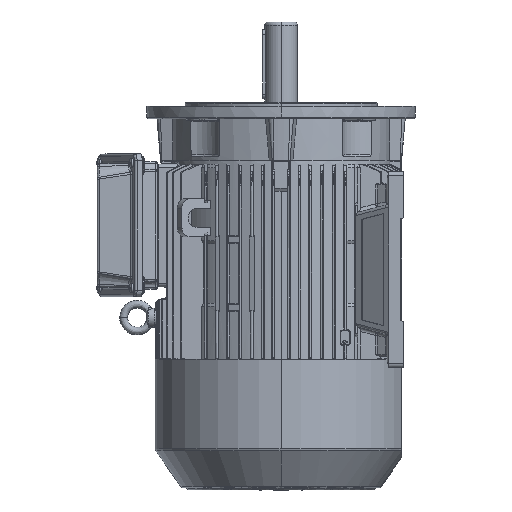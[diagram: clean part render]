
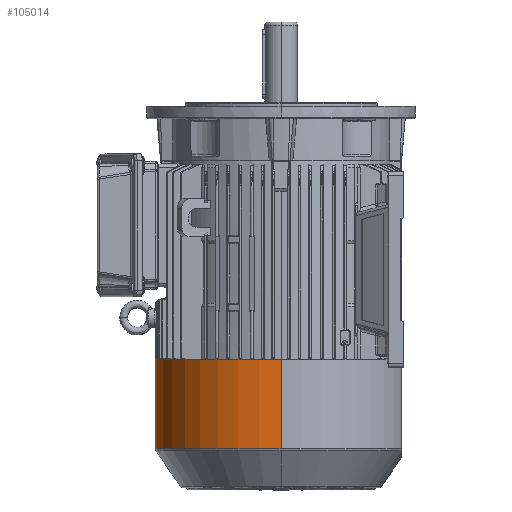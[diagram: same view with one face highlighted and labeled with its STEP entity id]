
A CAD part, left-side view. The second image highlights one B-rep face of the part: STEP entity #105014.
In plain terms, the highlighted cylindrical face has radius 164 mm (diameter 328 mm), a partial arc.
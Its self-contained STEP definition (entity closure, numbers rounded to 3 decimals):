
#10019 = LINE ( 'NONE', #66123, #74995 ) ;
#19285 = CARTESIAN_POINT ( 'NONE',  ( -164., 0., -376.085 ) ) ;
#22088 = ORIENTED_EDGE ( 'NONE', *, *, #98266, .F. ) ;
#28130 = DIRECTION ( 'NONE',  ( 1., 0., 0. ) ) ;
#28499 = AXIS2_PLACEMENT_3D ( 'NONE', #130066, #45805, #58624 ) ;
#31214 = CARTESIAN_POINT ( 'NONE',  ( -164., 0., -376.085 ) ) ;
#32638 = ORIENTED_EDGE ( 'NONE', *, *, #66618, .F. ) ;
#33254 = VERTEX_POINT ( 'NONE', #45676 ) ;
#38205 = CIRCLE ( 'NONE', #63403, 164. ) ;
#45676 = CARTESIAN_POINT ( 'NONE',  ( -164., 0., -259.5 ) ) ;
#45805 = DIRECTION ( 'NONE',  ( 0., 0., 1. ) ) ;
#48574 = VERTEX_POINT ( 'NONE', #115786 ) ;
#58624 = DIRECTION ( 'NONE',  ( 1., 0., 0. ) ) ;
#61825 = AXIS2_PLACEMENT_3D ( 'NONE', #78266, #66014, #28130 ) ;
#63403 = AXIS2_PLACEMENT_3D ( 'NONE', #88923, #149154, #89931 ) ;
#64604 = ORIENTED_EDGE ( 'NONE', *, *, #116440, .F. ) ;
#66014 = DIRECTION ( 'NONE',  ( 0., 0., 1. ) ) ;
#66123 = CARTESIAN_POINT ( 'NONE',  ( 164., 0., -376.085 ) ) ;
#66618 = EDGE_CURVE ( 'NONE', #132224, #33254, #79868, .T. ) ;
#69448 = CYLINDRICAL_SURFACE ( 'NONE', #61825, 164. ) ;
#72958 = VERTEX_POINT ( 'NONE', #31214 ) ;
#74995 = VECTOR ( 'NONE', #115700, 1000. ) ;
#78096 = VECTOR ( 'NONE', #119536, 1000. ) ;
#78266 = CARTESIAN_POINT ( 'NONE',  ( 0., 0., -376.085 ) ) ;
#79868 = CIRCLE ( 'NONE', #28499, 164. ) ;
#83153 = EDGE_LOOP ( 'NONE', ( #22088, #157100, #32638, #64604 ) ) ;
#88923 = CARTESIAN_POINT ( 'NONE',  ( 0., 0., -376.085 ) ) ;
#89931 = DIRECTION ( 'NONE',  ( -1., 0., 0. ) ) ;
#95197 = LINE ( 'NONE', #19285, #78096 ) ;
#98266 = EDGE_CURVE ( 'NONE', #72958, #48574, #38205, .T. ) ;
#101894 = FACE_OUTER_BOUND ( 'NONE', #83153, .T. ) ;
#105014 = ADVANCED_FACE ( 'NONE', ( #101894 ), #69448, .T. ) ;
#115700 = DIRECTION ( 'NONE',  ( 0., 0., 1. ) ) ;
#115786 = CARTESIAN_POINT ( 'NONE',  ( 164., 0., -376.085 ) ) ;
#116440 = EDGE_CURVE ( 'NONE', #48574, #132224, #10019, .T. ) ;
#117587 = EDGE_CURVE ( 'NONE', #72958, #33254, #95197, .T. ) ;
#119536 = DIRECTION ( 'NONE',  ( 0., 0., 1. ) ) ;
#130066 = CARTESIAN_POINT ( 'NONE',  ( 0., 0., -259.5 ) ) ;
#132224 = VERTEX_POINT ( 'NONE', #142232 ) ;
#142232 = CARTESIAN_POINT ( 'NONE',  ( 164., 0., -259.5 ) ) ;
#149154 = DIRECTION ( 'NONE',  ( 0., 0., -1. ) ) ;
#157100 = ORIENTED_EDGE ( 'NONE', *, *, #117587, .T. ) ;
